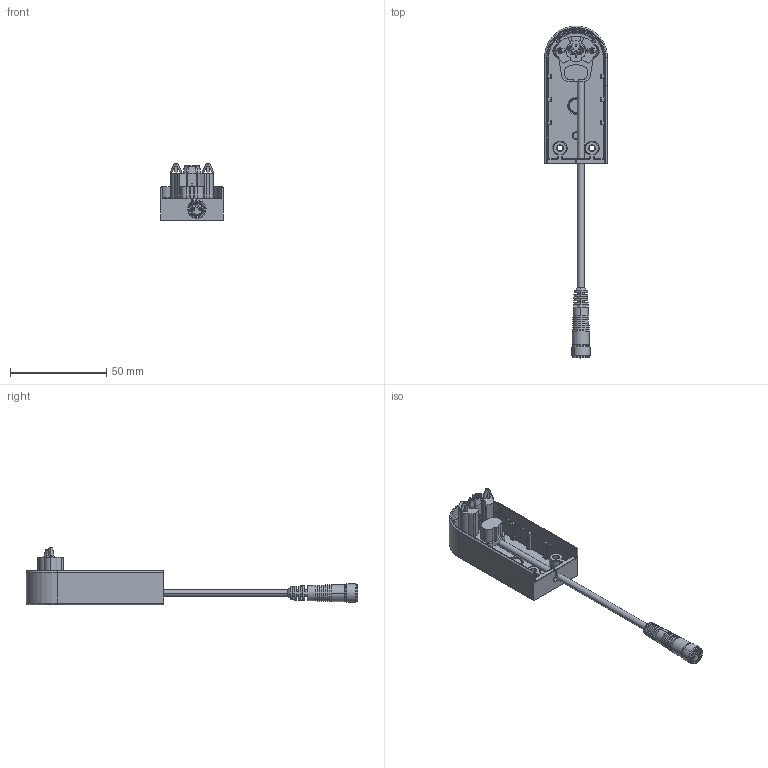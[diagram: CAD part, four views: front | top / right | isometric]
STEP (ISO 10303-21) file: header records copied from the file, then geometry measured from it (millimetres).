
FILE_DESCRIPTION (( 'STEP AP203' ), '1' );
FILE_NAME ('1804-4000_Default.step', '2022-02-03T14:51:36', ( 'Windows User' ), ( '' ), 'SwSTEP 2.0', 'SolidWorks 2021', '' );
FILE_SCHEMA (( 'CONFIG_CONTROL_DESIGN' ));
Length unit declared in the file: millimetre
Products named in the file (1): 1804-4000_Default
Bounding box: 32.6 x 172.3 x 30 mm (x, y, z)
Volume: 17631 mm3; surface area: 20468.9 mm2
Topology: 11 solids, 11 shells, 1022 faces, 2478 edges, 1464 vertices
Faces by surface type: cylinder 435, bspline 259, plane 254, cone 74
Entity records: 39361 total; most frequent: CARTESIAN_POINT 16984, ORIENTED_EDGE 4848, DIRECTION 4559, EDGE_CURVE 2424, AXIS2_PLACEMENT_3D 1813, VERTEX_POINT 1464, EDGE_LOOP 1100, CIRCLE 1049
